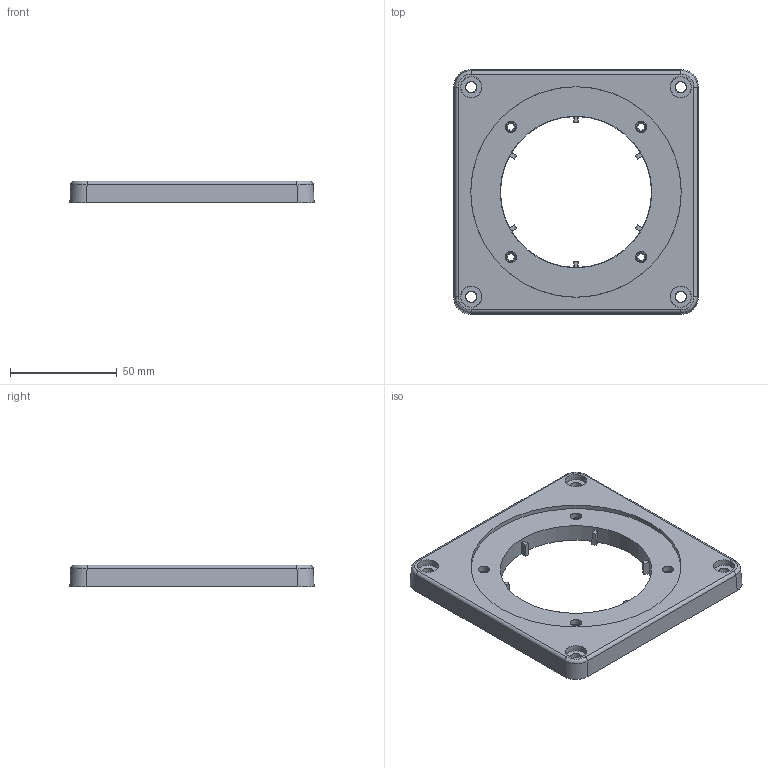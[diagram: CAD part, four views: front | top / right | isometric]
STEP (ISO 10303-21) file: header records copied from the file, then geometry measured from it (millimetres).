
FILE_DESCRIPTION (( 'STEP AP214' ), '1' );
FILE_NAME ('ORC4734-M01.STEP', '2024-05-16T13:58:12', ( '' ), ( '' ), 'SwSTEP 2.0', 'SolidWorks 2020', '' );
FILE_SCHEMA (( 'AUTOMOTIVE_DESIGN' ));
Length unit declared in the file: inch
Products named in the file (1): ORC4734-M01
Bounding box: 114.3 x 114.3 x 10.16 mm (x, y, z)
Volume: 45668.5 mm3; surface area: 34801 mm2
Topology: 5 solids, 5 shells, 881 faces, 2146 edges, 1296 vertices
Faces by surface type: cone 268, plane 249, bspline 212, cylinder 144, torus 8
Entity records: 46544 total; most frequent: CARTESIAN_POINT 28432, ORIENTED_EDGE 4230, DIRECTION 3046, EDGE_CURVE 2115, AXIS2_PLACEMENT_3D 1433, VERTEX_POINT 1283, B_SPLINE_CURVE_WITH_KNOTS 1160, EDGE_LOOP 946
